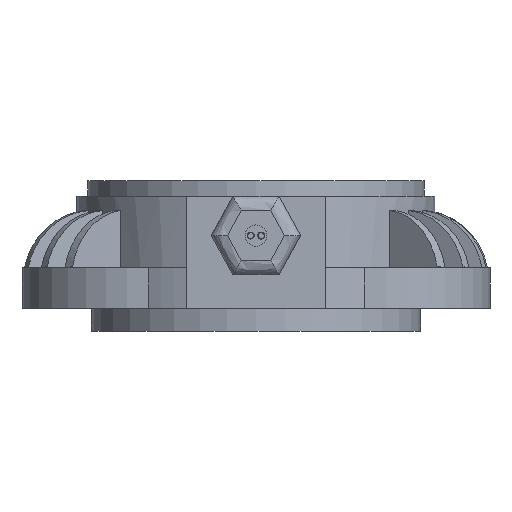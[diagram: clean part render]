
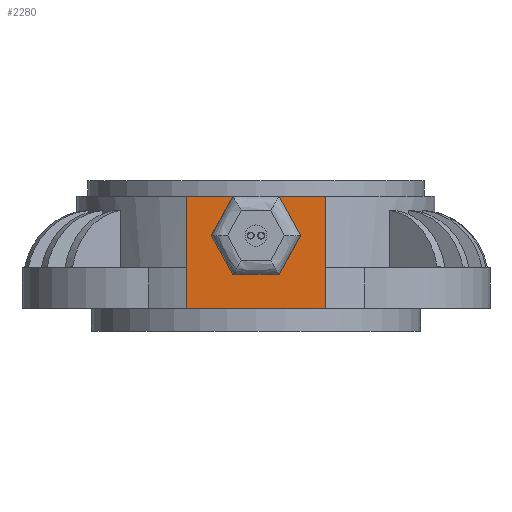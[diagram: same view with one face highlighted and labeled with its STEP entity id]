
A CAD part, front view. The second image highlights one B-rep face of the part: STEP entity #2280.
In plain terms, the highlighted planar face has unit normal (0, -1, 0).
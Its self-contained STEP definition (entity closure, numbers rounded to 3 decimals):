
#231=PLANE('',#2472);
#352=FACE_OUTER_BOUND('',#493,.T.);
#493=EDGE_LOOP('',(#1768,#1769,#1770,#1771,#1772,#1773,#1774,#1775,#1776,
#1777));
#656=LINE('',#3937,#851);
#659=LINE('',#3943,#854);
#662=LINE('',#3949,#857);
#665=LINE('',#3955,#860);
#668=LINE('',#3960,#863);
#670=LINE('',#3965,#865);
#671=LINE('',#3967,#866);
#672=LINE('',#3969,#867);
#673=LINE('',#3971,#868);
#674=LINE('',#3972,#869);
#851=VECTOR('',#2960,6.265);
#854=VECTOR('',#2965,6.265);
#857=VECTOR('',#2970,6.5);
#860=VECTOR('',#2975,6.265);
#863=VECTOR('',#2980,6.265);
#865=VECTOR('',#2986,6.45);
#866=VECTOR('',#2987,15.65);
#867=VECTOR('',#2988,19.4);
#868=VECTOR('',#2989,15.65);
#869=VECTOR('',#2990,6.45);
#1074=VERTEX_POINT('',#3913);
#1075=VERTEX_POINT('',#3914);
#1082=VERTEX_POINT('',#3936);
#1084=VERTEX_POINT('',#3942);
#1086=VERTEX_POINT('',#3948);
#1088=VERTEX_POINT('',#3954);
#1090=VERTEX_POINT('',#3964);
#1091=VERTEX_POINT('',#3966);
#1092=VERTEX_POINT('',#3968);
#1093=VERTEX_POINT('',#3970);
#1334=EDGE_CURVE('',#1075,#1082,#656,.T.);
#1337=EDGE_CURVE('',#1082,#1084,#659,.T.);
#1340=EDGE_CURVE('',#1084,#1086,#662,.T.);
#1343=EDGE_CURVE('',#1086,#1088,#665,.T.);
#1346=EDGE_CURVE('',#1088,#1074,#668,.T.);
#1348=EDGE_CURVE('',#1090,#1074,#670,.T.);
#1349=EDGE_CURVE('',#1091,#1090,#671,.T.);
#1350=EDGE_CURVE('',#1091,#1092,#672,.T.);
#1351=EDGE_CURVE('',#1092,#1093,#673,.T.);
#1352=EDGE_CURVE('',#1075,#1093,#674,.T.);
#1768=ORIENTED_EDGE('',*,*,#1334,.T.);
#1769=ORIENTED_EDGE('',*,*,#1337,.T.);
#1770=ORIENTED_EDGE('',*,*,#1340,.T.);
#1771=ORIENTED_EDGE('',*,*,#1343,.T.);
#1772=ORIENTED_EDGE('',*,*,#1346,.T.);
#1773=ORIENTED_EDGE('',*,*,#1348,.F.);
#1774=ORIENTED_EDGE('',*,*,#1349,.F.);
#1775=ORIENTED_EDGE('',*,*,#1350,.T.);
#1776=ORIENTED_EDGE('',*,*,#1351,.T.);
#1777=ORIENTED_EDGE('',*,*,#1352,.F.);
#2280=ADVANCED_FACE('',(#352),#231,.T.);
#2472=AXIS2_PLACEMENT_3D('',#3963,#2984,#2985);
#2960=DIRECTION('',(0.479,0.,-0.878));
#2965=DIRECTION('',(-0.479,0.,-0.878));
#2970=DIRECTION('',(-1.,0.,0.));
#2975=DIRECTION('',(-0.479,0.,0.878));
#2980=DIRECTION('',(0.479,0.,0.878));
#2984=DIRECTION('center_axis',(0.,-1.,0.));
#2985=DIRECTION('ref_axis',(1.,0.,0.));
#2986=DIRECTION('',(1.,0.,0.));
#2987=DIRECTION('',(0.,0.,1.));
#2988=DIRECTION('',(1.,0.,0.));
#2989=DIRECTION('',(0.,0.,1.));
#2990=DIRECTION('',(1.,0.,0.));
#3913=CARTESIAN_POINT('',(-32.956,158.251,15.65));
#3914=CARTESIAN_POINT('',(-26.456,158.251,15.65));
#3936=CARTESIAN_POINT('',(-23.456,158.251,10.15));
#3937=CARTESIAN_POINT('',(-22.67,158.251,8.708));
#3942=CARTESIAN_POINT('',(-26.456,158.251,4.65));
#3943=CARTESIAN_POINT('',(-28.437,158.251,1.019));
#3948=CARTESIAN_POINT('',(-32.956,158.251,4.65));
#3949=CARTESIAN_POINT('',(-34.081,158.251,4.65));
#3954=CARTESIAN_POINT('',(-35.956,158.251,10.15));
#3955=CARTESIAN_POINT('',(-33.737,158.251,6.081));
#3960=CARTESIAN_POINT('',(-36.504,158.251,9.146));
#3963=CARTESIAN_POINT('Origin',(-35.206,158.251,0.));
#3964=CARTESIAN_POINT('',(-39.406,158.251,15.65));
#3965=CARTESIAN_POINT('',(-39.406,158.251,15.65));
#3966=CARTESIAN_POINT('',(-39.406,158.251,0.));
#3967=CARTESIAN_POINT('',(-39.406,158.251,0.));
#3968=CARTESIAN_POINT('',(-20.006,158.251,0.));
#3969=CARTESIAN_POINT('',(-39.406,158.251,0.));
#3970=CARTESIAN_POINT('',(-20.006,158.251,15.65));
#3971=CARTESIAN_POINT('',(-20.006,158.251,0.));
#3972=CARTESIAN_POINT('',(-39.406,158.251,15.65));
